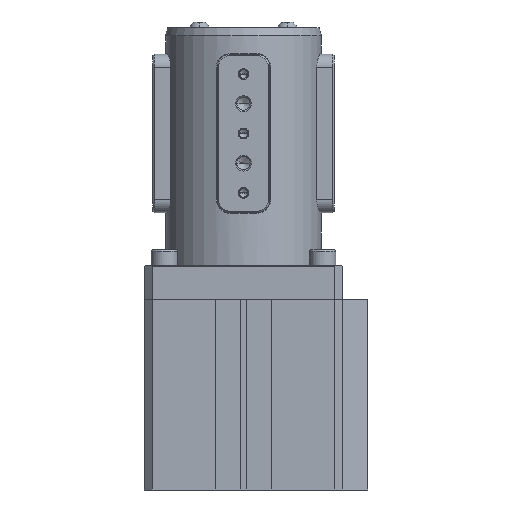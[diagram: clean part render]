
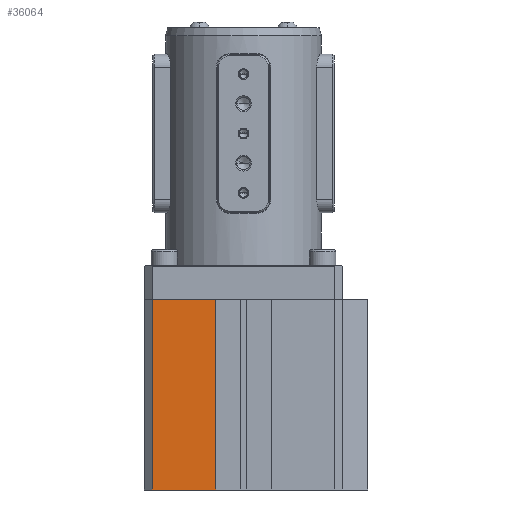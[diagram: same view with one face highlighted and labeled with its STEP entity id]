
A CAD part, front view. The second image highlights one B-rep face of the part: STEP entity #36064.
In plain terms, the highlighted planar face has unit normal (0, -1, 0).
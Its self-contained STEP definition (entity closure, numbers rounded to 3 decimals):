
#360 = DIRECTION ( 'NONE',  ( 1., 0., 0. ) ) ;
#3032 = EDGE_CURVE ( 'NONE', #52154, #3040, #10241, .T. ) ;
#3040 = VERTEX_POINT ( 'NONE', #23083 ) ;
#4373 = LINE ( 'NONE', #16196, #25699 ) ;
#4441 = CARTESIAN_POINT ( 'NONE',  ( -10.5, -37.5, -36. ) ) ;
#5215 = PLANE ( 'NONE',  #23004 ) ;
#6744 = VECTOR ( 'NONE', #43145, 1000. ) ;
#7902 = EDGE_CURVE ( 'NONE', #52154, #19441, #4373, .T. ) ;
#8016 = LINE ( 'NONE', #10990, #6744 ) ;
#10223 = ORIENTED_EDGE ( 'NONE', *, *, #3032, .F. ) ;
#10241 = LINE ( 'NONE', #15015, #30312 ) ;
#10990 = CARTESIAN_POINT ( 'NONE',  ( -10.5, -37.5, 36. ) ) ;
#11863 = ORIENTED_EDGE ( 'NONE', *, *, #7902, .T. ) ;
#13427 = DIRECTION ( 'NONE',  ( 0., 0., 1. ) ) ;
#15015 = CARTESIAN_POINT ( 'NONE',  ( -37.5, -37.5, 36. ) ) ;
#16196 = CARTESIAN_POINT ( 'NONE',  ( -34.5, -37.5, 36. ) ) ;
#16284 = EDGE_CURVE ( 'NONE', #3040, #25335, #8016, .T. ) ;
#19068 = DIRECTION ( 'NONE',  ( 1., 0., 0. ) ) ;
#19441 = VERTEX_POINT ( 'NONE', #46775 ) ;
#23004 = AXIS2_PLACEMENT_3D ( 'NONE', #29414, #37511, #13427 ) ;
#23083 = CARTESIAN_POINT ( 'NONE',  ( -10.5, -37.5, 36. ) ) ;
#24389 = CARTESIAN_POINT ( 'NONE',  ( -37.5, -37.5, -36. ) ) ;
#24675 = VECTOR ( 'NONE', #360, 1000. ) ;
#25335 = VERTEX_POINT ( 'NONE', #4441 ) ;
#25699 = VECTOR ( 'NONE', #40119, 1000. ) ;
#29414 = CARTESIAN_POINT ( 'NONE',  ( -37.5, -37.5, 36. ) ) ;
#30312 = VECTOR ( 'NONE', #19068, 1000. ) ;
#32211 = FACE_OUTER_BOUND ( 'NONE', #51227, .T. ) ;
#34714 = CARTESIAN_POINT ( 'NONE',  ( -34.5, -37.5, 36. ) ) ;
#36064 = ADVANCED_FACE ( 'NONE', ( #32211 ), #5215, .F. ) ;
#37511 = DIRECTION ( 'NONE',  ( 0., 1., 0. ) ) ;
#40119 = DIRECTION ( 'NONE',  ( 0., 0., -1. ) ) ;
#43145 = DIRECTION ( 'NONE',  ( 0., 0., -1. ) ) ;
#43305 = ORIENTED_EDGE ( 'NONE', *, *, #16284, .F. ) ;
#46775 = CARTESIAN_POINT ( 'NONE',  ( -34.5, -37.5, -36. ) ) ;
#47369 = LINE ( 'NONE', #24389, #24675 ) ;
#50516 = ORIENTED_EDGE ( 'NONE', *, *, #50604, .T. ) ;
#50604 = EDGE_CURVE ( 'NONE', #19441, #25335, #47369, .T. ) ;
#51227 = EDGE_LOOP ( 'NONE', ( #43305, #10223, #11863, #50516 ) ) ;
#52154 = VERTEX_POINT ( 'NONE', #34714 ) ;
